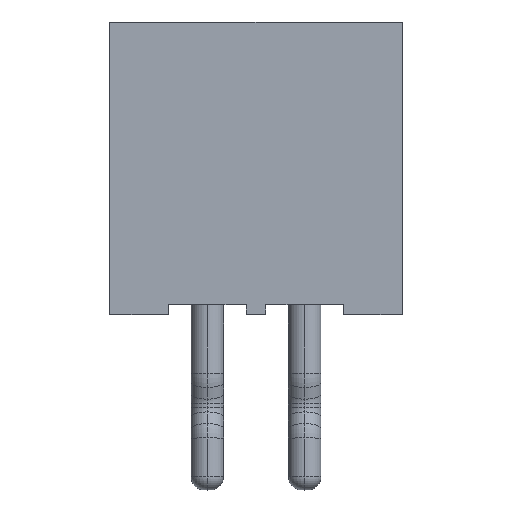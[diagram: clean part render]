
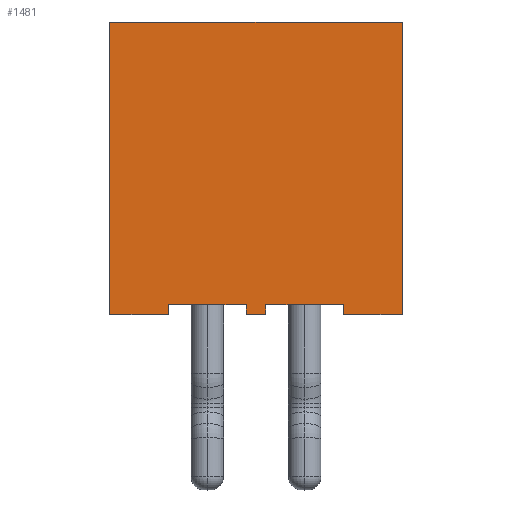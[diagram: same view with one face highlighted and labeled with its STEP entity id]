
A CAD part, top view. The second image highlights one B-rep face of the part: STEP entity #1481.
In plain terms, the highlighted planar face has unit normal (0, 0, 1).
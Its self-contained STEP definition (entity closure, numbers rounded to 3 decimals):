
#14 = CARTESIAN_POINT ( 'NONE',  ( 0.6, 0.15, 1.75 ) ) ;
#30 = CARTESIAN_POINT ( 'NONE',  ( -3., 0., 1.75 ) ) ;
#34 = VECTOR ( 'NONE', #631, 1000. ) ;
#38 = DIRECTION ( 'NONE',  ( -1., 0., 0. ) ) ;
#59 = DIRECTION ( 'NONE',  ( 0., -1., 0. ) ) ;
#67 = DIRECTION ( 'NONE',  ( 0., -1., 0. ) ) ;
#87 = VERTEX_POINT ( 'NONE', #1617 ) ;
#104 = CARTESIAN_POINT ( 'NONE',  ( -2.1, 4.5, 1.75 ) ) ;
#172 = EDGE_CURVE ( 'NONE', #1865, #87, #1489, .T. ) ;
#187 = DIRECTION ( 'NONE',  ( -1., 0., 0. ) ) ;
#200 = LINE ( 'NONE', #740, #252 ) ;
#206 = VECTOR ( 'NONE', #563, 1000. ) ;
#216 = LINE ( 'NONE', #2180, #206 ) ;
#230 = VERTEX_POINT ( 'NONE', #974 ) ;
#252 = VECTOR ( 'NONE', #910, 1000. ) ;
#266 = CARTESIAN_POINT ( 'NONE',  ( -0.6, 0.15, 1.75 ) ) ;
#283 = CARTESIAN_POINT ( 'NONE',  ( 1.5, 0., 1.75 ) ) ;
#308 = CARTESIAN_POINT ( 'NONE',  ( -3., 0.15, 1.75 ) ) ;
#314 = VERTEX_POINT ( 'NONE', #2289 ) ;
#323 = CARTESIAN_POINT ( 'NONE',  ( -3., 4.5, 1.75 ) ) ;
#417 = ORIENTED_EDGE ( 'NONE', *, *, #644, .F. ) ;
#424 = EDGE_CURVE ( 'NONE', #438, #1768, #216, .T. ) ;
#438 = VERTEX_POINT ( 'NONE', #1472 ) ;
#463 = VERTEX_POINT ( 'NONE', #1305 ) ;
#486 = EDGE_CURVE ( 'NONE', #1529, #1002, #1628, .T. ) ;
#503 = DIRECTION ( 'NONE',  ( 1., 0., 0. ) ) ;
#518 = LINE ( 'NONE', #323, #618 ) ;
#534 = CARTESIAN_POINT ( 'NONE',  ( -3., 0., 1.75 ) ) ;
#559 = PLANE ( 'NONE',  #1894 ) ;
#563 = DIRECTION ( 'NONE',  ( 0., 1., 0. ) ) ;
#584 = CARTESIAN_POINT ( 'NONE',  ( -0.6, 4.5, 1.75 ) ) ;
#585 = ORIENTED_EDGE ( 'NONE', *, *, #486, .T. ) ;
#586 = VERTEX_POINT ( 'NONE', #266 ) ;
#609 = CARTESIAN_POINT ( 'NONE',  ( -3., 4.5, 1.75 ) ) ;
#618 = VECTOR ( 'NONE', #1095, 1000. ) ;
#631 = DIRECTION ( 'NONE',  ( -1., 0., 0. ) ) ;
#644 = EDGE_CURVE ( 'NONE', #230, #463, #2244, .T. ) ;
#650 = EDGE_LOOP ( 'NONE', ( #585, #1753, #1336, #1320, #1222, #417, #673, #913, #1580, #1259, #1687, #1904 ) ) ;
#652 = VERTEX_POINT ( 'NONE', #609 ) ;
#673 = ORIENTED_EDGE ( 'NONE', *, *, #1992, .F. ) ;
#736 = VECTOR ( 'NONE', #187, 1000. ) ;
#740 = CARTESIAN_POINT ( 'NONE',  ( -0.9, 4.5, 1.75 ) ) ;
#745 = CARTESIAN_POINT ( 'NONE',  ( -3., 4.5, 1.75 ) ) ;
#764 = DIRECTION ( 'NONE',  ( 1., 0., 0. ) ) ;
#791 = EDGE_CURVE ( 'NONE', #2108, #1865, #1842, .T. ) ;
#910 = DIRECTION ( 'NONE',  ( 0., -1., 0. ) ) ;
#913 = ORIENTED_EDGE ( 'NONE', *, *, #1776, .T. ) ;
#974 = CARTESIAN_POINT ( 'NONE',  ( 1.5, 4.5, 1.75 ) ) ;
#1002 = VERTEX_POINT ( 'NONE', #1541 ) ;
#1093 = FACE_OUTER_BOUND ( 'NONE', #650, .T. ) ;
#1095 = DIRECTION ( 'NONE',  ( 0., -1., 0. ) ) ;
#1149 = VECTOR ( 'NONE', #1262, 1000. ) ;
#1162 = EDGE_CURVE ( 'NONE', #586, #1002, #1172, .T. ) ;
#1172 = LINE ( 'NONE', #584, #1228 ) ;
#1222 = ORIENTED_EDGE ( 'NONE', *, *, #1394, .F. ) ;
#1228 = VECTOR ( 'NONE', #67, 1000. ) ;
#1259 = ORIENTED_EDGE ( 'NONE', *, *, #172, .T. ) ;
#1262 = DIRECTION ( 'NONE',  ( 1., 0., 0. ) ) ;
#1263 = CARTESIAN_POINT ( 'NONE',  ( 1.5, 0.15, 1.75 ) ) ;
#1285 = DIRECTION ( 'NONE',  ( 1., 0., 0. ) ) ;
#1305 = CARTESIAN_POINT ( 'NONE',  ( 1.5, 0., 1.75 ) ) ;
#1320 = ORIENTED_EDGE ( 'NONE', *, *, #424, .F. ) ;
#1336 = ORIENTED_EDGE ( 'NONE', *, *, #1941, .F. ) ;
#1394 = EDGE_CURVE ( 'NONE', #463, #438, #2082, .T. ) ;
#1447 = CARTESIAN_POINT ( 'NONE',  ( -0.9, 0., 1.75 ) ) ;
#1472 = CARTESIAN_POINT ( 'NONE',  ( 0.6, 0., 1.75 ) ) ;
#1475 = EDGE_CURVE ( 'NONE', #314, #1529, #200, .T. ) ;
#1481 = ADVANCED_FACE ( 'NONE', ( #1093 ), #559, .F. ) ;
#1489 = LINE ( 'NONE', #104, #1885 ) ;
#1493 = CARTESIAN_POINT ( 'NONE',  ( -3., 0., 1.75 ) ) ;
#1529 = VERTEX_POINT ( 'NONE', #1447 ) ;
#1541 = CARTESIAN_POINT ( 'NONE',  ( -0.6, 0., 1.75 ) ) ;
#1551 = VECTOR ( 'NONE', #1285, 1000. ) ;
#1580 = ORIENTED_EDGE ( 'NONE', *, *, #791, .T. ) ;
#1608 = CARTESIAN_POINT ( 'NONE',  ( -2.1, 0., 1.75 ) ) ;
#1610 = DIRECTION ( 'NONE',  ( 0., 0., -1. ) ) ;
#1617 = CARTESIAN_POINT ( 'NONE',  ( -2.1, 0.15, 1.75 ) ) ;
#1619 = CARTESIAN_POINT ( 'NONE',  ( -3., 4.5, 1.75 ) ) ;
#1628 = LINE ( 'NONE', #534, #1149 ) ;
#1630 = LINE ( 'NONE', #1263, #736 ) ;
#1687 = ORIENTED_EDGE ( 'NONE', *, *, #2209, .T. ) ;
#1740 = VECTOR ( 'NONE', #764, 1000. ) ;
#1753 = ORIENTED_EDGE ( 'NONE', *, *, #1162, .F. ) ;
#1768 = VERTEX_POINT ( 'NONE', #14 ) ;
#1776 = EDGE_CURVE ( 'NONE', #652, #2108, #518, .T. ) ;
#1842 = LINE ( 'NONE', #1493, #1551 ) ;
#1865 = VERTEX_POINT ( 'NONE', #1608 ) ;
#1885 = VECTOR ( 'NONE', #2220, 1000. ) ;
#1894 = AXIS2_PLACEMENT_3D ( 'NONE', #1619, #1610, #38 ) ;
#1904 = ORIENTED_EDGE ( 'NONE', *, *, #1475, .T. ) ;
#1941 = EDGE_CURVE ( 'NONE', #1768, #586, #1630, .T. ) ;
#1992 = EDGE_CURVE ( 'NONE', #652, #230, #2162, .T. ) ;
#2034 = VECTOR ( 'NONE', #59, 1000. ) ;
#2050 = CARTESIAN_POINT ( 'NONE',  ( 1.5, 4.5, 1.75 ) ) ;
#2068 = LINE ( 'NONE', #308, #2089 ) ;
#2082 = LINE ( 'NONE', #283, #34 ) ;
#2089 = VECTOR ( 'NONE', #503, 1000. ) ;
#2108 = VERTEX_POINT ( 'NONE', #30 ) ;
#2162 = LINE ( 'NONE', #745, #1740 ) ;
#2180 = CARTESIAN_POINT ( 'NONE',  ( 0.6, 4.5, 1.75 ) ) ;
#2209 = EDGE_CURVE ( 'NONE', #87, #314, #2068, .T. ) ;
#2220 = DIRECTION ( 'NONE',  ( 0., 1., 0. ) ) ;
#2244 = LINE ( 'NONE', #2050, #2034 ) ;
#2289 = CARTESIAN_POINT ( 'NONE',  ( -0.9, 0.15, 1.75 ) ) ;
